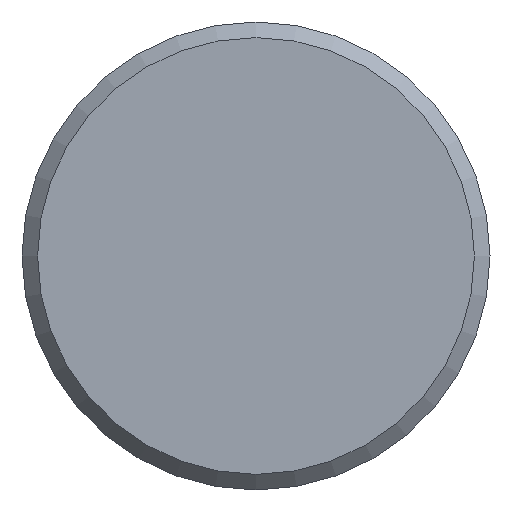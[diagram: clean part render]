
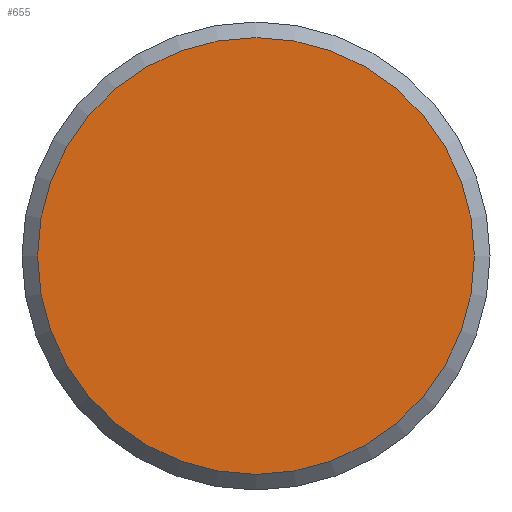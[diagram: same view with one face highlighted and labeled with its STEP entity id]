
A CAD part, front view. The second image highlights one B-rep face of the part: STEP entity #655.
In plain terms, the highlighted planar face has unit normal (0, -1, 0).
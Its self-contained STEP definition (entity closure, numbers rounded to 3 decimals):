
#73=FACE_OUTER_BOUND('',#117,.T.);
#117=EDGE_LOOP('',(#534));
#160=CIRCLE('',#747,5.6);
#291=VERTEX_POINT('',#1113);
#371=EDGE_CURVE('',#291,#291,#160,.T.);
#534=ORIENTED_EDGE('',*,*,#371,.F.);
#580=PLANE('',#753);
#655=ADVANCED_FACE('',(#73),#580,.T.);
#747=AXIS2_PLACEMENT_3D('',#1114,#924,#925);
#753=AXIS2_PLACEMENT_3D('',#1126,#938,#939);
#924=DIRECTION('center_axis',(0.,1.,0.));
#925=DIRECTION('ref_axis',(-1.,0.,0.));
#938=DIRECTION('center_axis',(0.,-1.,0.));
#939=DIRECTION('ref_axis',(0.,0.,-1.));
#1113=CARTESIAN_POINT('',(5.6,0.,0.));
#1114=CARTESIAN_POINT('Origin',(0.,0.,
0.));
#1126=CARTESIAN_POINT('Origin',(3.,0.,0.));
